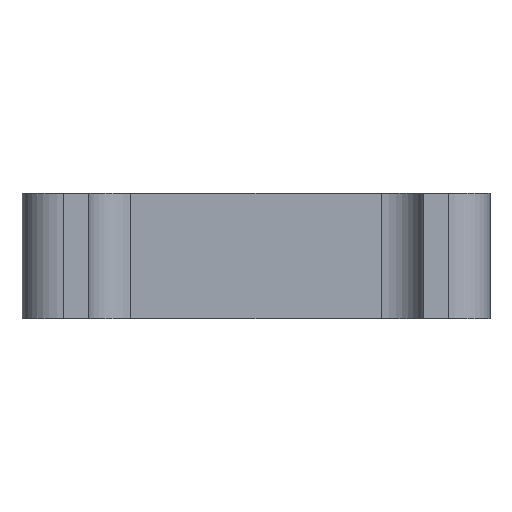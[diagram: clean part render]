
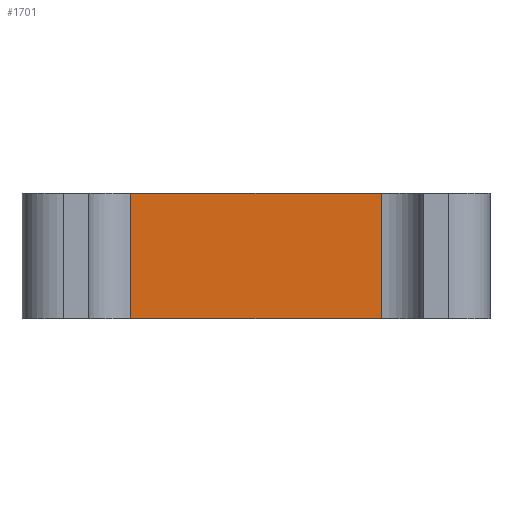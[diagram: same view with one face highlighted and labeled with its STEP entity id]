
A CAD part, left-side view. The second image highlights one B-rep face of the part: STEP entity #1701.
In plain terms, the highlighted planar face has unit normal (-1, 0, 0).
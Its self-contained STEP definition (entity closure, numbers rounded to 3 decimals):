
#169 = EDGE_CURVE ( 'NONE', #196, #2132, #2890, .T. ) ;
#196 = VERTEX_POINT ( 'NONE', #2772 ) ;
#260 = CARTESIAN_POINT ( 'NONE',  ( 13., 38., -15. ) ) ;
#265 = ORIENTED_EDGE ( 'NONE', *, *, #3048, .F. ) ;
#272 = VECTOR ( 'NONE', #1387, 1000. ) ;
#585 = EDGE_CURVE ( 'NONE', #2132, #1967, #3229, .T. ) ;
#691 = CARTESIAN_POINT ( 'NONE',  ( 13., 38., -15. ) ) ;
#779 = CARTESIAN_POINT ( 'NONE',  ( 13., 38., 0. ) ) ;
#919 = VECTOR ( 'NONE', #2376, 1000. ) ;
#1124 = CARTESIAN_POINT ( 'NONE',  ( 13., 8., -15. ) ) ;
#1155 = VECTOR ( 'NONE', #2643, 1000. ) ;
#1366 = EDGE_CURVE ( 'NONE', #1561, #1967, #2167, .T. ) ;
#1387 = DIRECTION ( 'NONE',  ( 0., -1., 0. ) ) ;
#1516 = CARTESIAN_POINT ( 'NONE',  ( 13., 8., 0. ) ) ;
#1560 = EDGE_LOOP ( 'NONE', ( #2048, #265, #2264, #1741 ) ) ;
#1561 = VERTEX_POINT ( 'NONE', #779 ) ;
#1701 = ADVANCED_FACE ( 'NONE', ( #1941 ), #3004, .T. ) ;
#1741 = ORIENTED_EDGE ( 'NONE', *, *, #585, .T. ) ;
#1752 = CARTESIAN_POINT ( 'NONE',  ( 13., 38., -15. ) ) ;
#1887 = CARTESIAN_POINT ( 'NONE',  ( 13., 8., -15. ) ) ;
#1941 = FACE_OUTER_BOUND ( 'NONE', #1560, .T. ) ;
#1967 = VERTEX_POINT ( 'NONE', #1516 ) ;
#2048 = ORIENTED_EDGE ( 'NONE', *, *, #1366, .F. ) ;
#2049 = AXIS2_PLACEMENT_3D ( 'NONE', #691, #2556, #3357 ) ;
#2132 = VERTEX_POINT ( 'NONE', #1124 ) ;
#2167 = LINE ( 'NONE', #3010, #272 ) ;
#2264 = ORIENTED_EDGE ( 'NONE', *, *, #169, .T. ) ;
#2376 = DIRECTION ( 'NONE',  ( 0., 0., 1. ) ) ;
#2556 = DIRECTION ( 'NONE',  ( -1., 0., 0. ) ) ;
#2587 = DIRECTION ( 'NONE',  ( 0., -1., 0. ) ) ;
#2643 = DIRECTION ( 'NONE',  ( 0., 0., 1. ) ) ;
#2772 = CARTESIAN_POINT ( 'NONE',  ( 13., 38., -15. ) ) ;
#2890 = LINE ( 'NONE', #1752, #3266 ) ;
#3004 = PLANE ( 'NONE',  #2049 ) ;
#3010 = CARTESIAN_POINT ( 'NONE',  ( 13., 38., 0. ) ) ;
#3048 = EDGE_CURVE ( 'NONE', #196, #1561, #3228, .T. ) ;
#3228 = LINE ( 'NONE', #260, #1155 ) ;
#3229 = LINE ( 'NONE', #1887, #919 ) ;
#3266 = VECTOR ( 'NONE', #2587, 1000. ) ;
#3357 = DIRECTION ( 'NONE',  ( 0., -1., 0. ) ) ;
